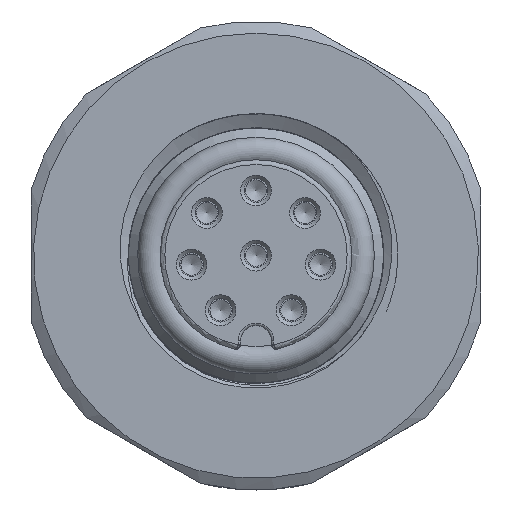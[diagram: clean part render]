
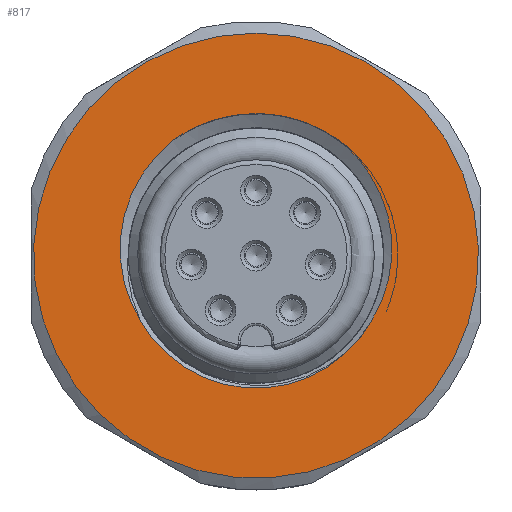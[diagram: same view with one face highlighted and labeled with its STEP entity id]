
A CAD part, left-side view. The second image highlights one B-rep face of the part: STEP entity #817.
In plain terms, the highlighted planar face has unit normal (-1, 0, 0).
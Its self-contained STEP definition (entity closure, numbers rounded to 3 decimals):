
#604=B_SPLINE_CURVE_WITH_KNOTS('',3,(#5127,#5128,#5129,#5130,#5131,#5132),
 .UNSPECIFIED.,.F.,.F.,(4,2,4),(0.,0.5,1.),.UNSPECIFIED.);
#605=B_SPLINE_CURVE_WITH_KNOTS('',3,(#5137,#5138,#5139,#5140,#5141,#5142),
 .UNSPECIFIED.,.F.,.F.,(4,2,4),(0.,0.5,1.),.UNSPECIFIED.);
#817=ADVANCED_FACE('',(#1133,#1134),#1017,.T.);
#1017=PLANE('',#3526);
#1133=FACE_BOUND('',#1314,.T.);
#1134=FACE_BOUND('',#1315,.T.);
#1314=EDGE_LOOP('',(#1655,#1656,#1657,#1658));
#1315=EDGE_LOOP('',(#1659));
#1655=ORIENTED_EDGE('',*,*,#2868,.F.);
#1656=ORIENTED_EDGE('',*,*,#2869,.F.);
#1657=ORIENTED_EDGE('',*,*,#2870,.F.);
#1658=ORIENTED_EDGE('',*,*,#2871,.T.);
#1659=ORIENTED_EDGE('',*,*,#2867,.T.);
#2523=VERTEX_POINT('',#5125);
#2524=VERTEX_POINT('',#5133);
#2525=VERTEX_POINT('',#5134);
#2526=VERTEX_POINT('',#5136);
#2527=VERTEX_POINT('',#5143);
#2867=EDGE_CURVE('',#2523,#2523,#3298,.T.);
#2868=EDGE_CURVE('',#2524,#2525,#604,.T.);
#2869=EDGE_CURVE('',#2526,#2524,#3299,.T.);
#2870=EDGE_CURVE('',#2527,#2526,#605,.T.);
#2871=EDGE_CURVE('',#2527,#2525,#3300,.T.);
#3298=CIRCLE('',#3522,9.4);
#3299=CIRCLE('',#3524,6.);
#3300=CIRCLE('',#3525,5.6);
#3522=AXIS2_PLACEMENT_3D('',#5124,#3988,#3989);
#3524=AXIS2_PLACEMENT_3D('',#5135,#3992,#3993);
#3525=AXIS2_PLACEMENT_3D('',#5144,#3994,#3995);
#3526=AXIS2_PLACEMENT_3D('',#5145,#3996,#3997);
#3988=DIRECTION('',(-1.,0.,0.));
#3989=DIRECTION('',(0.,0.,1.));
#3992=DIRECTION('',(-1.,0.,0.));
#3993=DIRECTION('',(0.,0.,1.));
#3994=DIRECTION('',(1.,0.,0.));
#3995=DIRECTION('',(0.,0.,1.));
#3996=DIRECTION('',(-1.,0.,0.));
#3997=DIRECTION('',(0.,0.,1.));
#5124=CARTESIAN_POINT('',(5.5,0.,0.));
#5125=CARTESIAN_POINT('',(5.5,0.,9.4));
#5127=CARTESIAN_POINT('',(5.5,3.521,4.858));
#5128=CARTESIAN_POINT('',(5.5,4.627,3.977));
#5129=CARTESIAN_POINT('',(5.5,5.396,2.702));
#5130=CARTESIAN_POINT('',(5.5,5.905,-0.056));
#5131=CARTESIAN_POINT('',(5.5,5.633,-1.536));
#5132=CARTESIAN_POINT('',(5.5,4.893,-2.723));
#5133=CARTESIAN_POINT('',(5.5,3.521,4.858));
#5134=CARTESIAN_POINT('',(5.5,4.893,-2.723));
#5135=CARTESIAN_POINT('',(5.5,0.,0.));
#5136=CARTESIAN_POINT('',(5.5,-3.521,4.858));
#5137=CARTESIAN_POINT('',(5.5,-4.893,-2.723));
#5138=CARTESIAN_POINT('',(5.5,-5.643,-1.521));
#5139=CARTESIAN_POINT('',(5.5,-5.905,-0.055));
#5140=CARTESIAN_POINT('',(5.5,-5.395,2.704));
#5141=CARTESIAN_POINT('',(5.5,-4.628,3.976));
#5142=CARTESIAN_POINT('',(5.5,-3.521,4.858));
#5143=CARTESIAN_POINT('',(5.5,-4.893,-2.723));
#5144=CARTESIAN_POINT('',(5.5,0.,0.));
#5145=CARTESIAN_POINT('',(5.5,0.,0.));
